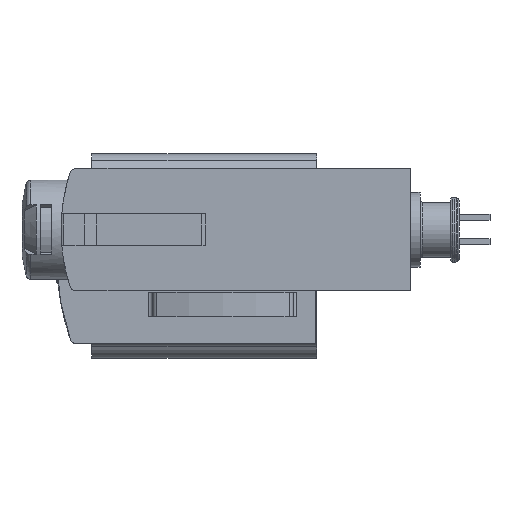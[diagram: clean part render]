
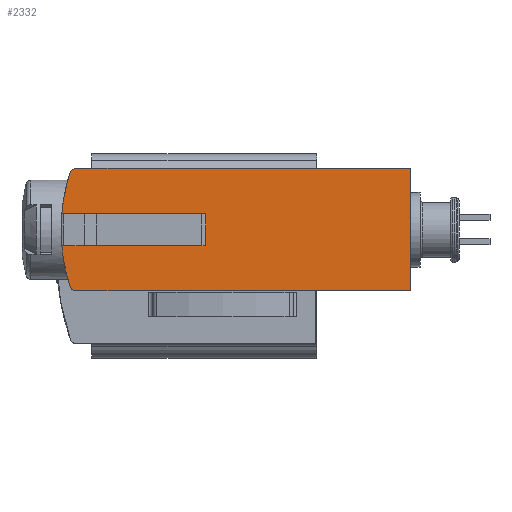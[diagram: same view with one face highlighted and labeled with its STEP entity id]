
A CAD part, left-side view. The second image highlights one B-rep face of the part: STEP entity #2332.
In plain terms, the highlighted planar face has unit normal (-1, 0, 0).
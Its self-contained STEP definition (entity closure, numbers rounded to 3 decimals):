
#34=PLANE('',#2543);
#186=LINE('',#3772,#382);
#195=LINE('',#3790,#391);
#196=LINE('',#3793,#392);
#197=LINE('',#3796,#393);
#198=LINE('',#3798,#394);
#199=LINE('',#3800,#395);
#382=VECTOR('',#2939,1000.);
#391=VECTOR('',#2950,1000.);
#392=VECTOR('',#2951,1000.);
#393=VECTOR('',#2954,1000.);
#394=VECTOR('',#2955,1000.);
#395=VECTOR('',#2958,1000.);
#557=CIRCLE('',#2518,15.);
#560=CIRCLE('',#2521,15.);
#571=CIRCLE('',#2544,0.5);
#572=CIRCLE('',#2545,0.5);
#778=ORIENTED_EDGE('',*,*,#1437,.T.);
#779=ORIENTED_EDGE('',*,*,#1438,.T.);
#780=ORIENTED_EDGE('',*,*,#1372,.F.);
#781=ORIENTED_EDGE('',*,*,#1439,.F.);
#782=ORIENTED_EDGE('',*,*,#1440,.T.);
#783=ORIENTED_EDGE('',*,*,#1441,.T.);
#784=ORIENTED_EDGE('',*,*,#1428,.F.);
#785=ORIENTED_EDGE('',*,*,#1442,.F.);
#786=ORIENTED_EDGE('',*,*,#1375,.F.);
#787=ORIENTED_EDGE('',*,*,#1443,.F.);
#1372=EDGE_CURVE('',#1705,#1706,#557,.T.);
#1375=EDGE_CURVE('',#1708,#1709,#560,.T.);
#1428=EDGE_CURVE('',#1752,#1753,#186,.T.);
#1437=EDGE_CURVE('',#1761,#1762,#195,.T.);
#1438=EDGE_CURVE('',#1762,#1706,#196,.T.);
#1439=EDGE_CURVE('',#1763,#1705,#571,.T.);
#1440=EDGE_CURVE('',#1763,#1764,#197,.T.);
#1441=EDGE_CURVE('',#1764,#1753,#198,.T.);
#1442=EDGE_CURVE('',#1709,#1752,#572,.T.);
#1443=EDGE_CURVE('',#1761,#1708,#199,.T.);
#1705=VERTEX_POINT('',#3653);
#1706=VERTEX_POINT('',#3654);
#1708=VERTEX_POINT('',#3658);
#1709=VERTEX_POINT('',#3660);
#1752=VERTEX_POINT('',#3771);
#1753=VERTEX_POINT('',#3773);
#1761=VERTEX_POINT('',#3791);
#1762=VERTEX_POINT('',#3792);
#1763=VERTEX_POINT('',#3795);
#1764=VERTEX_POINT('',#3797);
#1916=EDGE_LOOP('',(#778,#779,#780,#781,#782,#783,#784,#785,#786,#787));
#2107=FACE_BOUND('',#1916,.T.);
#2332=ADVANCED_FACE('',(#2107),#34,.F.);
#2518=AXIS2_PLACEMENT_3D('',#3652,#2850,#2851);
#2521=AXIS2_PLACEMENT_3D('',#3659,#2856,#2857);
#2543=AXIS2_PLACEMENT_3D('',#3789,#2948,#2949);
#2544=AXIS2_PLACEMENT_3D('',#3794,#2952,#2953);
#2545=AXIS2_PLACEMENT_3D('',#3799,#2956,#2957);
#2850=DIRECTION('',(1.,0.,0.));
#2851=DIRECTION('',(0.,0.,-1.));
#2856=DIRECTION('',(1.,0.,0.));
#2857=DIRECTION('',(0.,0.,-1.));
#2939=DIRECTION('',(0.,-1.,0.));
#2948=DIRECTION('',(1.,0.,0.));
#2949=DIRECTION('',(0.,0.,-1.));
#2950=DIRECTION('',(0.,0.,-1.));
#2951=DIRECTION('',(0.,1.,0.));
#2952=DIRECTION('',(1.,0.,0.));
#2953=DIRECTION('',(0.,0.,-1.));
#2954=DIRECTION('',(0.,-1.,0.));
#2955=DIRECTION('',(0.,0.,1.));
#2956=DIRECTION('',(1.,0.,0.));
#2957=DIRECTION('',(0.,0.,-1.));
#2958=DIRECTION('',(0.,1.,0.));
#3652=CARTESIAN_POINT('',(-102.4,5.85,0.));
#3653=CARTESIAN_POINT('',(-102.4,20.109,-4.655));
#3654=CARTESIAN_POINT('',(-102.4,20.794,-1.3));
#3658=CARTESIAN_POINT('',(-102.4,20.794,1.3));
#3659=CARTESIAN_POINT('',(-102.4,5.85,0.));
#3660=CARTESIAN_POINT('',(-102.4,20.109,4.655));
#3771=CARTESIAN_POINT('',(-102.4,19.634,5.));
#3772=CARTESIAN_POINT('',(-102.4,23.,5.));
#3773=CARTESIAN_POINT('',(-102.4,-7.65,5.));
#3789=CARTESIAN_POINT('',(-102.4,23.,-5.));
#3790=CARTESIAN_POINT('',(-102.4,9.05,1.3));
#3791=CARTESIAN_POINT('',(-102.4,9.05,1.3));
#3792=CARTESIAN_POINT('',(-102.4,9.05,-1.3));
#3793=CARTESIAN_POINT('',(-102.4,9.05,-1.3));
#3794=CARTESIAN_POINT('',(-102.4,19.634,-4.5));
#3795=CARTESIAN_POINT('',(-102.4,19.634,-5.));
#3796=CARTESIAN_POINT('',(-102.4,23.,-5.));
#3797=CARTESIAN_POINT('',(-102.4,-7.65,-5.));
#3798=CARTESIAN_POINT('',(-102.4,-7.65,-47.17));
#3799=CARTESIAN_POINT('',(-102.4,19.634,4.5));
#3800=CARTESIAN_POINT('',(-102.4,9.05,1.3));
